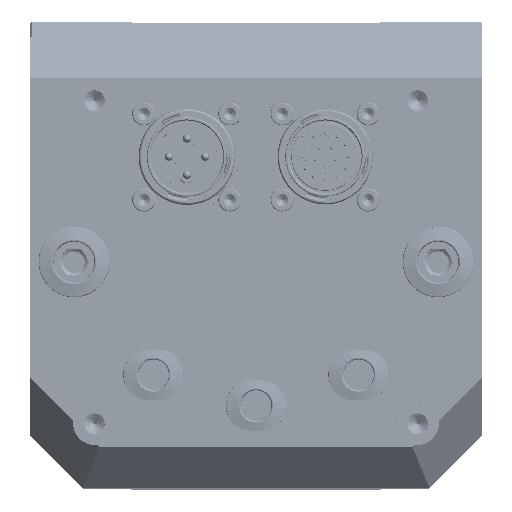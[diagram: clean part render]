
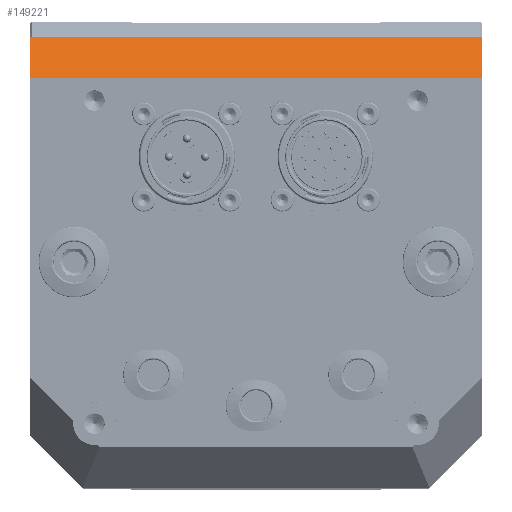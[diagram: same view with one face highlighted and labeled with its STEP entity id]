
A CAD part, top view. The second image highlights one B-rep face of the part: STEP entity #149221.
In plain terms, the highlighted planar face has unit normal (0, 0.707, 0.707).
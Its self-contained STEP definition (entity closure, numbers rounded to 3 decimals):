
#2335 = AXIS2_PLACEMENT_3D ( 'NONE', #6923, #196334, #194971 ) ;
#3288 = EDGE_CURVE ( 'NONE', #85765, #42383, #164795, .T. ) ;
#6923 = CARTESIAN_POINT ( 'NONE',  ( 0., 36., 10. ) ) ;
#8331 = EDGE_CURVE ( 'NONE', #140172, #85765, #73957, .T. ) ;
#10516 = CARTESIAN_POINT ( 'NONE',  ( -44., 36., 10. ) ) ;
#10986 = FACE_OUTER_BOUND ( 'NONE', #156627, .T. ) ;
#42383 = VERTEX_POINT ( 'NONE', #92177 ) ;
#50570 = DIRECTION ( 'NONE',  ( 0., -0.707, 0.707 ) ) ;
#69901 = CARTESIAN_POINT ( 'NONE',  ( 44., 44., 2. ) ) ;
#73957 = LINE ( 'NONE', #242580, #186215 ) ;
#79649 = ORIENTED_EDGE ( 'NONE', *, *, #200121, .F. ) ;
#81213 = DIRECTION ( 'NONE',  ( -1., 0., 0. ) ) ;
#85765 = VERTEX_POINT ( 'NONE', #133635 ) ;
#91616 = EDGE_CURVE ( 'NONE', #42383, #129453, #91723, .T. ) ;
#91723 = LINE ( 'NONE', #10516, #198507 ) ;
#92177 = CARTESIAN_POINT ( 'NONE',  ( -44., 36., 10. ) ) ;
#112236 = DIRECTION ( 'NONE',  ( 1., 0., 0. ) ) ;
#114936 = LINE ( 'NONE', #175229, #269919 ) ;
#118313 = CARTESIAN_POINT ( 'NONE',  ( -44., 36., 10. ) ) ;
#129453 = VERTEX_POINT ( 'NONE', #168862 ) ;
#133635 = CARTESIAN_POINT ( 'NONE',  ( 44., 36., 10. ) ) ;
#135413 = DIRECTION ( 'NONE',  ( 0., 0.707, -0.707 ) ) ;
#140172 = VERTEX_POINT ( 'NONE', #69901 ) ;
#149221 = ADVANCED_FACE ( 'NONE', ( #10986 ), #175726, .T. ) ;
#151650 = ORIENTED_EDGE ( 'NONE', *, *, #91616, .F. ) ;
#151958 = ORIENTED_EDGE ( 'NONE', *, *, #8331, .F. ) ;
#156627 = EDGE_LOOP ( 'NONE', ( #151958, #79649, #151650, #202402 ) ) ;
#164795 = LINE ( 'NONE', #118313, #253910 ) ;
#168862 = CARTESIAN_POINT ( 'NONE',  ( -44., 44., 2. ) ) ;
#175229 = CARTESIAN_POINT ( 'NONE',  ( 44., 44., 2. ) ) ;
#175726 = PLANE ( 'NONE',  #2335 ) ;
#186215 = VECTOR ( 'NONE', #50570, 1000. ) ;
#194971 = DIRECTION ( 'NONE',  ( 1., 0., 0. ) ) ;
#196334 = DIRECTION ( 'NONE',  ( 0., 0.707, 0.707 ) ) ;
#198507 = VECTOR ( 'NONE', #135413, 1000. ) ;
#200121 = EDGE_CURVE ( 'NONE', #129453, #140172, #114936, .T. ) ;
#202402 = ORIENTED_EDGE ( 'NONE', *, *, #3288, .F. ) ;
#242580 = CARTESIAN_POINT ( 'NONE',  ( 44., 36., 10. ) ) ;
#253910 = VECTOR ( 'NONE', #81213, 1000. ) ;
#269919 = VECTOR ( 'NONE', #112236, 1000. ) ;
